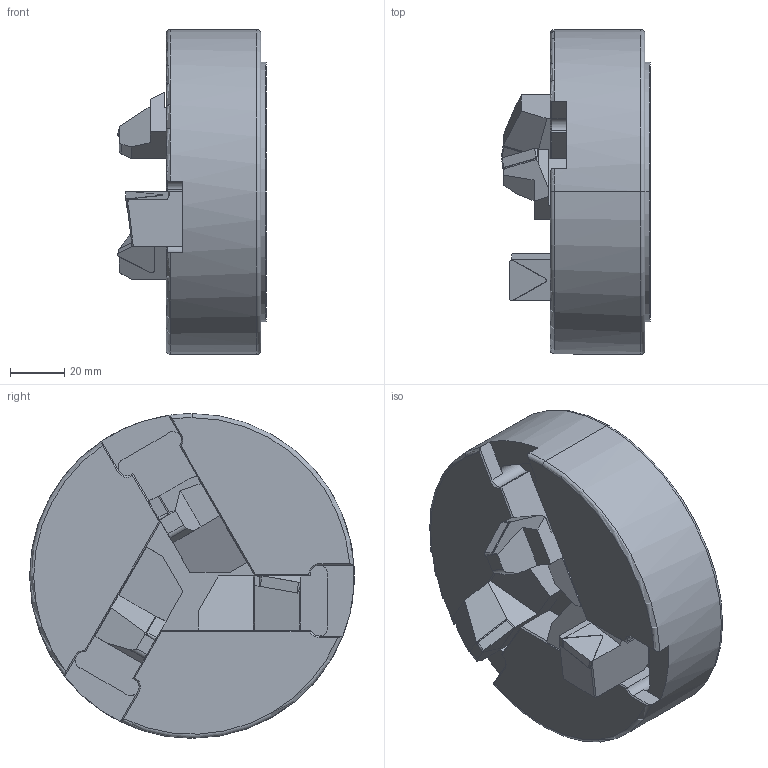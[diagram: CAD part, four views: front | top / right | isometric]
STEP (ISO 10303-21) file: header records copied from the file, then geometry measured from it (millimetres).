
FILE_DESCRIPTION (( 'STEP AP214' ), '1' );
FILE_NAME ('ACPBT-4-LIGHT.STP', '2023-11-14T08:02:52', ( '' ), ( '' ), 'SwSTEP 2.0', 'SolidWorks 2018', '' );
FILE_SCHEMA (( 'AUTOMOTIVE_DESIGN' ));
Length unit declared in the file: millimetre
Products named in the file (1): ACPBT-4-LIGHT
Bounding box: 55 x 120 x 120 mm (x, y, z)
Volume: 392273 mm3; surface area: 48529.9 mm2
Topology: 4 solids, 4 shells, 162 faces, 427 edges, 274 vertices
Faces by surface type: plane 113, cone 23, cylinder 18, torus 8
Entity records: 6841 total; most frequent: CARTESIAN_POINT 983, ORIENTED_EDGE 854, DIRECTION 823, EDGE_CURVE 427, VECTOR 307, LINE 307, VERTEX_POINT 274, AXIS2_PLACEMENT_3D 258
